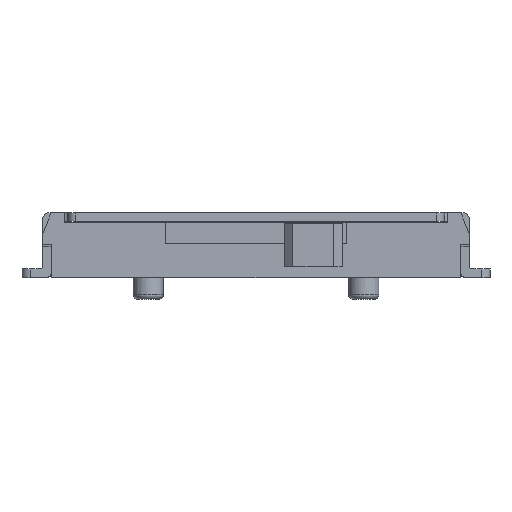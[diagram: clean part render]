
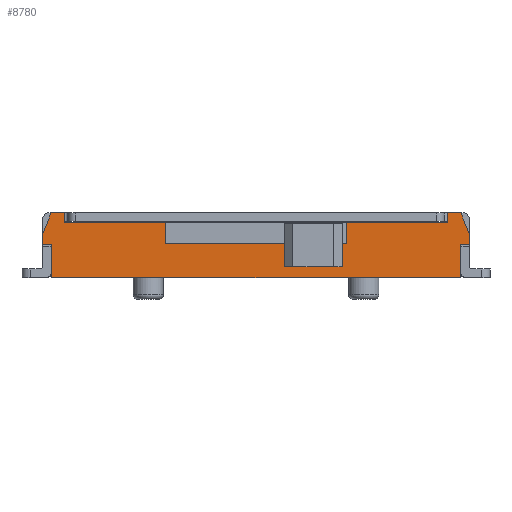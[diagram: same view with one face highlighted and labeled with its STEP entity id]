
A CAD part, front view. The second image highlights one B-rep face of the part: STEP entity #8780.
In plain terms, the highlighted planar face has unit normal (0, -1, 0).
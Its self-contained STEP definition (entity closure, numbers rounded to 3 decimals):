
#96 = EDGE_CURVE ( 'NONE', #1177, #4994, #3487, .T. ) ;
#127 = VERTEX_POINT ( 'NONE', #10406 ) ;
#271 = ORIENTED_EDGE ( 'NONE', *, *, #4260, .T. ) ;
#403 = PLANE ( 'NONE',  #9168 ) ;
#496 = CARTESIAN_POINT ( 'NONE',  ( 9.903, 0.642, 2.6 ) ) ;
#699 = EDGE_CURVE ( 'NONE', #127, #8407, #2002, .T. ) ;
#701 = CARTESIAN_POINT ( 'NONE',  ( 9.683, 0.642, 1.6 ) ) ;
#735 = ORIENTED_EDGE ( 'NONE', *, *, #7426, .T. ) ;
#777 = CARTESIAN_POINT ( 'NONE',  ( 9.403, 0.642, 3.1 ) ) ;
#1100 = ORIENTED_EDGE ( 'NONE', *, *, #8068, .F. ) ;
#1177 = VERTEX_POINT ( 'NONE', #1186 ) ;
#1186 = CARTESIAN_POINT ( 'NONE',  ( 0.503, 0.642, 3.1 ) ) ;
#1227 = VERTEX_POINT ( 'NONE', #1940 ) ;
#1324 = DIRECTION ( 'NONE',  ( 1., 0., 0. ) ) ;
#1553 = VERTEX_POINT ( 'NONE', #6191 ) ;
#1657 = CARTESIAN_POINT ( 'NONE',  ( 7.053, 0.642, 2.88 ) ) ;
#1671 = VERTEX_POINT ( 'NONE', #777 ) ;
#1678 = LINE ( 'NONE', #6331, #6614 ) ;
#1696 = LINE ( 'NONE', #11314, #11025 ) ;
#1869 = ORIENTED_EDGE ( 'NONE', *, *, #3847, .F. ) ;
#1940 = CARTESIAN_POINT ( 'NONE',  ( 0.203, 0.642, 3.1 ) ) ;
#1991 = ORIENTED_EDGE ( 'NONE', *, *, #10194, .F. ) ;
#2002 = LINE ( 'NONE', #5779, #2047 ) ;
#2047 = VECTOR ( 'NONE', #9606, 1000. ) ;
#2205 = EDGE_CURVE ( 'NONE', #4994, #10060, #12109, .T. ) ;
#2221 = VERTEX_POINT ( 'NONE', #2542 ) ;
#2311 = LINE ( 'NONE', #5093, #5910 ) ;
#2364 = VECTOR ( 'NONE', #8029, 1000. ) ;
#2420 = DIRECTION ( 'NONE',  ( 0., 0., -1. ) ) ;
#2436 = LINE ( 'NONE', #4245, #9511 ) ;
#2506 = VECTOR ( 'NONE', #12261, 1000. ) ;
#2542 = CARTESIAN_POINT ( 'NONE',  ( 9.683, 0.642, 2.365 ) ) ;
#2744 = CARTESIAN_POINT ( 'NONE',  ( 2.853, 0.642, 2.88 ) ) ;
#2910 = ORIENTED_EDGE ( 'NONE', *, *, #5885, .T. ) ;
#3080 = CARTESIAN_POINT ( 'NONE',  ( 0.003, 0.642, 2.365 ) ) ;
#3190 = LINE ( 'NONE', #6965, #10068 ) ;
#3376 = CARTESIAN_POINT ( 'NONE',  ( 9.403, 0.642, 3.1 ) ) ;
#3384 = EDGE_CURVE ( 'NONE', #1553, #6077, #9018, .T. ) ;
#3431 = CARTESIAN_POINT ( 'NONE',  ( 2.853, 0.642, 2.38 ) ) ;
#3487 = LINE ( 'NONE', #10975, #4256 ) ;
#3553 = VERTEX_POINT ( 'NONE', #7513 ) ;
#3560 = ORIENTED_EDGE ( 'NONE', *, *, #10841, .T. ) ;
#3579 = VERTEX_POINT ( 'NONE', #10446 ) ;
#3588 = CARTESIAN_POINT ( 'NONE',  ( 9.903, 0.642, 2.365 ) ) ;
#3746 = DIRECTION ( 'NONE',  ( -1., 0., 0. ) ) ;
#3797 = VERTEX_POINT ( 'NONE', #11944 ) ;
#3847 = EDGE_CURVE ( 'NONE', #3797, #2221, #1696, .T. ) ;
#3862 = VECTOR ( 'NONE', #10034, 1000. ) ;
#4026 = VECTOR ( 'NONE', #8950, 1000. ) ;
#4066 = CARTESIAN_POINT ( 'NONE',  ( 9.403, 0.642, 2.88 ) ) ;
#4082 = VECTOR ( 'NONE', #4639, 1000. ) ;
#4218 = CARTESIAN_POINT ( 'NONE',  ( 0.203, 0.642, 3.1 ) ) ;
#4245 = CARTESIAN_POINT ( 'NONE',  ( 2.853, 0.642, 2.38 ) ) ;
#4256 = VECTOR ( 'NONE', #7274, 1000. ) ;
#4260 = EDGE_CURVE ( 'NONE', #1227, #12275, #11919, .T. ) ;
#4304 = VECTOR ( 'NONE', #11267, 1000. ) ;
#4372 = DIRECTION ( 'NONE',  ( 1., 0., 0. ) ) ;
#4399 = CARTESIAN_POINT ( 'NONE',  ( 0.503, 0.642, 2.88 ) ) ;
#4436 = LINE ( 'NONE', #1657, #8543 ) ;
#4639 = DIRECTION ( 'NONE',  ( 0., 0., 1. ) ) ;
#4740 = EDGE_CURVE ( 'NONE', #12250, #8407, #3190, .T. ) ;
#4826 = EDGE_CURVE ( 'NONE', #10060, #11965, #11308, .T. ) ;
#4958 = ORIENTED_EDGE ( 'NONE', *, *, #3384, .F. ) ;
#4968 = EDGE_CURVE ( 'NONE', #1671, #9821, #7015, .T. ) ;
#4994 = VERTEX_POINT ( 'NONE', #4399 ) ;
#4997 = VECTOR ( 'NONE', #10072, 1000. ) ;
#5093 = CARTESIAN_POINT ( 'NONE',  ( 0.203, 0.642, 3.1 ) ) ;
#5231 = ORIENTED_EDGE ( 'NONE', *, *, #96, .F. ) ;
#5268 = VECTOR ( 'NONE', #2420, 1000. ) ;
#5294 = FACE_OUTER_BOUND ( 'NONE', #11539, .T. ) ;
#5322 = EDGE_CURVE ( 'NONE', #3797, #3553, #6380, .T. ) ;
#5493 = EDGE_CURVE ( 'NONE', #1227, #1177, #2311, .T. ) ;
#5614 = DIRECTION ( 'NONE',  ( 0., 0., -1. ) ) ;
#5673 = EDGE_CURVE ( 'NONE', #11965, #1553, #2436, .T. ) ;
#5779 = CARTESIAN_POINT ( 'NONE',  ( 0.223, 0.642, 1.6 ) ) ;
#5885 = EDGE_CURVE ( 'NONE', #3553, #3579, #10097, .T. ) ;
#5910 = VECTOR ( 'NONE', #1324, 1000. ) ;
#5943 = CARTESIAN_POINT ( 'NONE',  ( 7.053, 0.642, 2.88 ) ) ;
#6077 = VERTEX_POINT ( 'NONE', #5943 ) ;
#6191 = CARTESIAN_POINT ( 'NONE',  ( 7.053, 0.642, 2.38 ) ) ;
#6331 = CARTESIAN_POINT ( 'NONE',  ( 0.223, 0.642, 1.6 ) ) ;
#6380 = LINE ( 'NONE', #3588, #4082 ) ;
#6577 = DIRECTION ( 'NONE',  ( 1., 0., 0. ) ) ;
#6614 = VECTOR ( 'NONE', #6577, 1000. ) ;
#6785 = ORIENTED_EDGE ( 'NONE', *, *, #8858, .F. ) ;
#6965 = CARTESIAN_POINT ( 'NONE',  ( 0.003, 0.642, 2.365 ) ) ;
#7015 = LINE ( 'NONE', #8041, #5268 ) ;
#7156 = VECTOR ( 'NONE', #12283, 1000. ) ;
#7274 = DIRECTION ( 'NONE',  ( 0., 0., -1. ) ) ;
#7283 = ORIENTED_EDGE ( 'NONE', *, *, #5493, .F. ) ;
#7426 = EDGE_CURVE ( 'NONE', #9740, #2221, #10371, .T. ) ;
#7509 = DIRECTION ( 'NONE',  ( 0., -1., 0. ) ) ;
#7510 = CARTESIAN_POINT ( 'NONE',  ( 0.503, 0.642, 2.88 ) ) ;
#7513 = CARTESIAN_POINT ( 'NONE',  ( 9.903, 0.642, 2.6 ) ) ;
#7756 = ORIENTED_EDGE ( 'NONE', *, *, #5673, .F. ) ;
#8029 = DIRECTION ( 'NONE',  ( -0.371, 0., -0.928 ) ) ;
#8041 = CARTESIAN_POINT ( 'NONE',  ( 9.403, 0.642, 3.1 ) ) ;
#8068 = EDGE_CURVE ( 'NONE', #6077, #9821, #4436, .T. ) ;
#8327 = CARTESIAN_POINT ( 'NONE',  ( 9.683, 0.642, 1.6 ) ) ;
#8407 = VERTEX_POINT ( 'NONE', #11478 ) ;
#8450 = CARTESIAN_POINT ( 'NONE',  ( 0.003, 0.642, 2.365 ) ) ;
#8532 = ORIENTED_EDGE ( 'NONE', *, *, #4740, .T. ) ;
#8543 = VECTOR ( 'NONE', #4372, 1000. ) ;
#8631 = CARTESIAN_POINT ( 'NONE',  ( 0.003, 0.642, 2.6 ) ) ;
#8780 = ADVANCED_FACE ( 'NONE', ( #5294 ), #403, .T. ) ;
#8858 = EDGE_CURVE ( 'NONE', #12250, #12275, #12086, .T. ) ;
#8950 = DIRECTION ( 'NONE',  ( 0., 0., 1. ) ) ;
#9018 = LINE ( 'NONE', #10073, #4026 ) ;
#9168 = AXIS2_PLACEMENT_3D ( 'NONE', #11208, #7509, #5614 ) ;
#9219 = DIRECTION ( 'NONE',  ( -0.371, 0., 0.928 ) ) ;
#9511 = VECTOR ( 'NONE', #11884, 1000. ) ;
#9606 = DIRECTION ( 'NONE',  ( 0., 0., 1. ) ) ;
#9731 = CARTESIAN_POINT ( 'NONE',  ( 2.853, 0.642, 2.88 ) ) ;
#9740 = VERTEX_POINT ( 'NONE', #8327 ) ;
#9821 = VERTEX_POINT ( 'NONE', #4066 ) ;
#10034 = DIRECTION ( 'NONE',  ( 1., 0., 0. ) ) ;
#10060 = VERTEX_POINT ( 'NONE', #9731 ) ;
#10068 = VECTOR ( 'NONE', #10797, 1000. ) ;
#10072 = DIRECTION ( 'NONE',  ( 1., 0., 0. ) ) ;
#10073 = CARTESIAN_POINT ( 'NONE',  ( 7.053, 0.642, 2.38 ) ) ;
#10097 = LINE ( 'NONE', #496, #11335 ) ;
#10194 = EDGE_CURVE ( 'NONE', #1671, #3579, #11938, .T. ) ;
#10371 = LINE ( 'NONE', #701, #4304 ) ;
#10406 = CARTESIAN_POINT ( 'NONE',  ( 0.223, 0.642, 1.6 ) ) ;
#10446 = CARTESIAN_POINT ( 'NONE',  ( 9.703, 0.642, 3.1 ) ) ;
#10524 = ORIENTED_EDGE ( 'NONE', *, *, #4968, .T. ) ;
#10766 = ORIENTED_EDGE ( 'NONE', *, *, #2205, .F. ) ;
#10797 = DIRECTION ( 'NONE',  ( 1., 0., 0. ) ) ;
#10841 = EDGE_CURVE ( 'NONE', #127, #9740, #1678, .T. ) ;
#10975 = CARTESIAN_POINT ( 'NONE',  ( 0.503, 0.642, 3.1 ) ) ;
#11025 = VECTOR ( 'NONE', #3746, 1000. ) ;
#11208 = CARTESIAN_POINT ( 'NONE',  ( 0.003, 0.642, 1.6 ) ) ;
#11267 = DIRECTION ( 'NONE',  ( 0., 0., 1. ) ) ;
#11308 = LINE ( 'NONE', #2744, #2506 ) ;
#11314 = CARTESIAN_POINT ( 'NONE',  ( 9.903, 0.642, 2.365 ) ) ;
#11335 = VECTOR ( 'NONE', #9219, 1000. ) ;
#11377 = ORIENTED_EDGE ( 'NONE', *, *, #699, .F. ) ;
#11436 = ORIENTED_EDGE ( 'NONE', *, *, #5322, .T. ) ;
#11478 = CARTESIAN_POINT ( 'NONE',  ( 0.223, 0.642, 2.365 ) ) ;
#11539 = EDGE_LOOP ( 'NONE', ( #10766, #5231, #7283, #271, #6785, #8532, #11377, #3560, #735, #1869, #11436, #2910, #1991, #10524, #1100, #4958, #7756, #12371 ) ) ;
#11884 = DIRECTION ( 'NONE',  ( 1., 0., 0. ) ) ;
#11919 = LINE ( 'NONE', #4218, #2364 ) ;
#11938 = LINE ( 'NONE', #3376, #4997 ) ;
#11944 = CARTESIAN_POINT ( 'NONE',  ( 9.903, 0.642, 2.365 ) ) ;
#11965 = VERTEX_POINT ( 'NONE', #3431 ) ;
#12086 = LINE ( 'NONE', #8450, #7156 ) ;
#12109 = LINE ( 'NONE', #7510, #3862 ) ;
#12250 = VERTEX_POINT ( 'NONE', #3080 ) ;
#12261 = DIRECTION ( 'NONE',  ( 0., 0., -1. ) ) ;
#12275 = VERTEX_POINT ( 'NONE', #8631 ) ;
#12283 = DIRECTION ( 'NONE',  ( 0., 0., 1. ) ) ;
#12371 = ORIENTED_EDGE ( 'NONE', *, *, #4826, .F. ) ;
